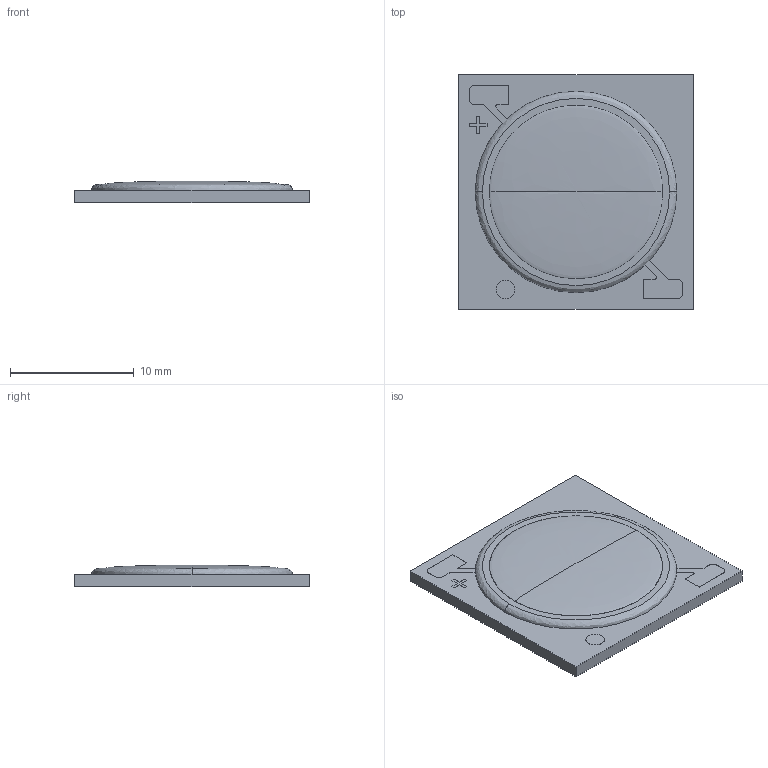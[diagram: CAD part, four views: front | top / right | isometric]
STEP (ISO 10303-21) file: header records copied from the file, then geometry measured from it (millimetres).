
FILE_DESCRIPTION (( 'STEP AP214' ), '1' );
FILE_NAME ('NFxxxJLC-Vx.STEP', '2025-08-04T04:51:41', ( '' ), ( '' ), 'SwSTEP 2.0', 'SolidWorks 2022', '' );
FILE_SCHEMA (( 'AUTOMOTIVE_DESIGN' ));
Length unit declared in the file: metre
Products named in the file (8): 5; 6; 3; 2; 1; 7; NFxxxJLC-Vx; 4
Assembly tree (7 placements, depth 2):
  NFxxxJLC-Vx
    1
    2
    3
    4
    5
    6
    7
Bounding box: 19 x 19 x 1.75 mm (x, y, z)
Volume: 488.1 mm3; surface area: 1574.4 mm2
Topology: 7 solids, 7 shells, 59 faces, 138 edges, 91 vertices
Faces by surface type: plane 45, cylinder 10, bspline 4
Entity records: 2038 total; most frequent: CARTESIAN_POINT 368, DIRECTION 288, ORIENTED_EDGE 272, EDGE_CURVE 136, LINE 106, VECTOR 106, VERTEX_POINT 91, AXIS2_PLACEMENT_3D 91
